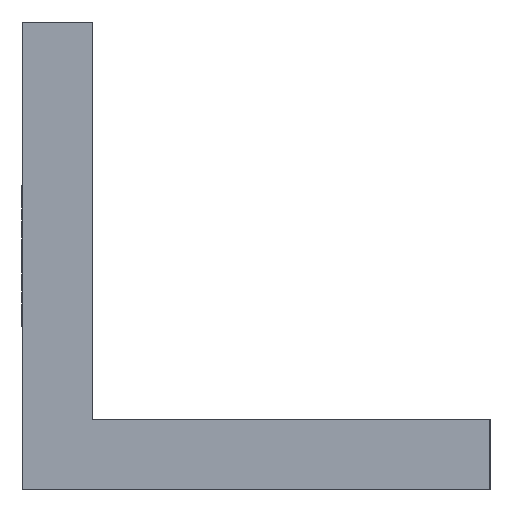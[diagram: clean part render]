
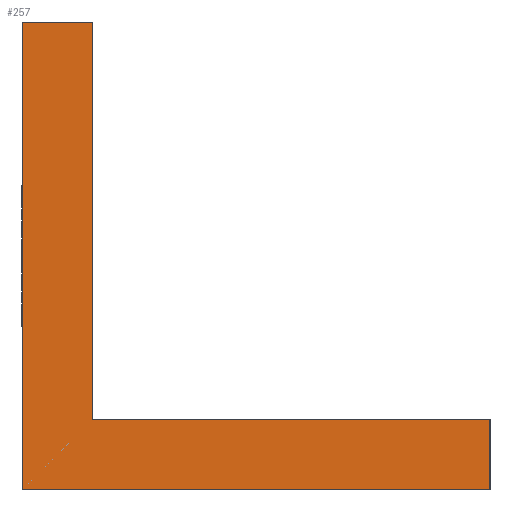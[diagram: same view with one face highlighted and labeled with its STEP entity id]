
A CAD part, left-side view. The second image highlights one B-rep face of the part: STEP entity #257.
In plain terms, the highlighted planar face has unit normal (-1, 0, 0).
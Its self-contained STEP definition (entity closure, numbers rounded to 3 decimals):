
#257=ADVANCED_FACE('',(#562),#563,.F.);
#562=FACE_OUTER_BOUND('',#913,.T.);
#563=PLANE('',#914);
#913=EDGE_LOOP('',(#1656,#1657,#1658,#1659,#1660,#1661));
#914=AXIS2_PLACEMENT_3D('',#1662,#1663,#1664);
#1656=ORIENTED_EDGE('',*,*,#2139,.F.);
#1657=ORIENTED_EDGE('',*,*,#2179,.F.);
#1658=ORIENTED_EDGE('',*,*,#2171,.T.);
#1659=ORIENTED_EDGE('',*,*,#2190,.F.);
#1660=ORIENTED_EDGE('',*,*,#2183,.F.);
#1661=ORIENTED_EDGE('',*,*,#2191,.F.);
#1662=CARTESIAN_POINT('',(0.,-1.5,10.0));
#1663=DIRECTION('',(1.0,0.0,0.0));
#1664=DIRECTION('',(0.0,0.0,-1.0));
#2139=EDGE_CURVE('',#2646,#2644,#2648,.T.);
#2171=EDGE_CURVE('',#2686,#2687,#2688,.T.);
#2179=EDGE_CURVE('',#2686,#2646,#2696,.T.);
#2183=EDGE_CURVE('',#2700,#2701,#2702,.T.);
#2190=EDGE_CURVE('',#2701,#2687,#2709,.T.);
#2191=EDGE_CURVE('',#2644,#2700,#2710,.T.);
#2644=VERTEX_POINT('',#3243);
#2646=VERTEX_POINT('',#3246);
#2648=LINE('',#3249,#3250);
#2686=VERTEX_POINT('',#3292);
#2687=VERTEX_POINT('',#3293);
#2688=LINE('',#3294,#3295);
#2696=LINE('',#3307,#3308);
#2700=VERTEX_POINT('',#3312);
#2701=VERTEX_POINT('',#3313);
#2702=LINE('',#3314,#3315);
#2709=LINE('',#3324,#3325);
#2710=LINE('',#3326,#3327);
#3243=CARTESIAN_POINT('',(0.,-3.,3.0));
#3246=CARTESIAN_POINT('',(0.,-3.,20.0));
#3249=CARTESIAN_POINT('',(0.,-3.,10.0));
#3250=VECTOR('',#3816,1.0);
#3292=CARTESIAN_POINT('',(0.,0.,20.0));
#3293=CARTESIAN_POINT('',(0.,0.,0.));
#3294=CARTESIAN_POINT('',(0.,0.,10.0));
#3295=VECTOR('',#3881,1.0);
#3307=CARTESIAN_POINT('',(0.,-1.5,20.0));
#3308=VECTOR('',#3886,1.0);
#3312=CARTESIAN_POINT('',(0.,-20.0,3.0));
#3313=CARTESIAN_POINT('',(0.,-20.0,0.0));
#3314=CARTESIAN_POINT('',(0.,-20.0,1.5));
#3315=VECTOR('',#3887,1.0);
#3324=CARTESIAN_POINT('',(0.,-1.5,0.));
#3325=VECTOR('',#3896,1.0);
#3326=CARTESIAN_POINT('',(0.,-10.0,3.0));
#3327=VECTOR('',#3897,1.0);
#3816=DIRECTION('',(0.0,0.0,-1.0));
#3881=DIRECTION('',(0.0,0.0,-1.0));
#3886=DIRECTION('',(0.0,-1.0,0.0));
#3887=DIRECTION('',(0.0,0.0,-1.0));
#3896=DIRECTION('',(0.0,1.0,0.0));
#3897=DIRECTION('',(0.0,-1.0,0.0));
